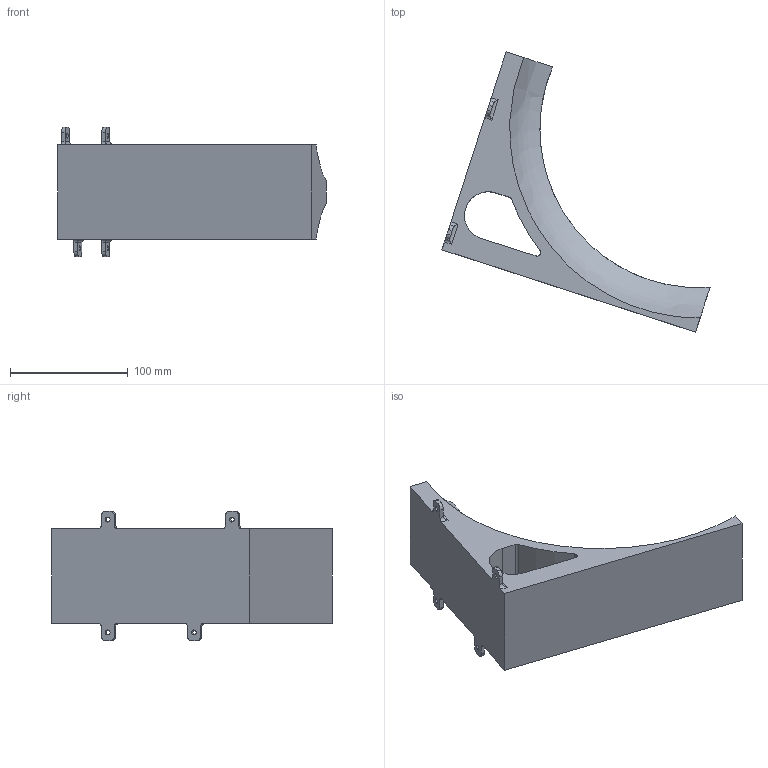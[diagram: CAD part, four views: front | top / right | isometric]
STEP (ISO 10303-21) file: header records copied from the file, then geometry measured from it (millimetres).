
FILE_DESCRIPTION(/* description */ (''),/* implementation_level */ '2;1');
FILE_NAME(/* name */ '',/* time_stamp */ '2025-11-04T21:26:02+03:00',/* author */ ('GameHD'),/* organization */ (''),/* preprocessor_version */ 'ST-DEVELOPER v20',/* originating_system */ 'Autodesk Inventor 2025',/* authorisation */ '');
FILE_SCHEMA (('AUTOMOTIVE_DESIGN { 1 0 10303 214 3 1 1 }'));
Length unit declared in the file: millimetre
Products named in the file (1): загиб 20-25
Bounding box: 227.97 x 238.35 x 110 mm (x, y, z)
Volume: 919023.4 mm3; surface area: 97423.7 mm2
Topology: 1 solids, 1 shells, 55 faces, 169 edges, 136 vertices
Faces by surface type: cylinder 29, plane 24, bspline 2
Full cylindrical faces by diameter (mm): 4.2 x4
Entity records: 2189 total; most frequent: CARTESIAN_POINT 620, DIRECTION 315, ORIENTED_EDGE 304, EDGE_CURVE 152, AXIS2_PLACEMENT_3D 110, VERTEX_POINT 99, LINE 95, VECTOR 95
